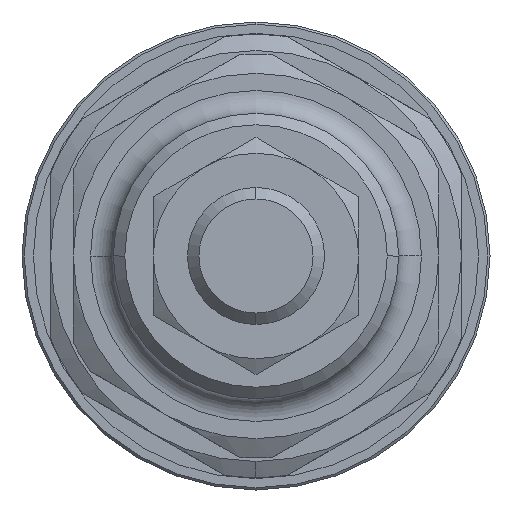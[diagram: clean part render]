
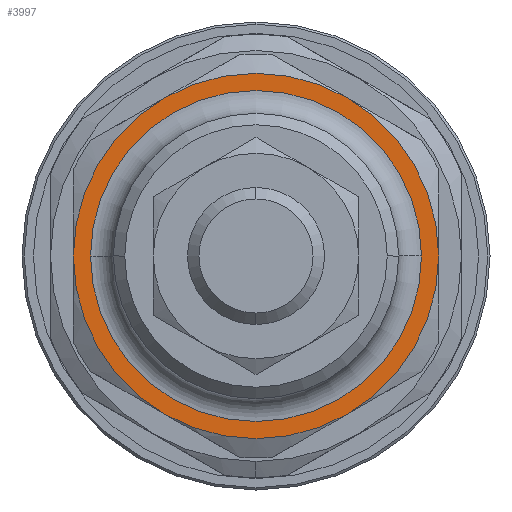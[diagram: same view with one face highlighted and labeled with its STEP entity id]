
A CAD part, left-side view. The second image highlights one B-rep face of the part: STEP entity #3997.
In plain terms, the highlighted planar face has unit normal (-1, 0, 0).
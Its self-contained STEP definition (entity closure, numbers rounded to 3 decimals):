
#185 = VERTEX_POINT ( 'NONE', #1069 ) ;
#194 = EDGE_CURVE ( 'NONE', #2018, #1776, #6328, .T. ) ;
#259 = VERTEX_POINT ( 'NONE', #3528 ) ;
#369 = CARTESIAN_POINT ( 'NONE',  ( -9.9, 0., 0. ) ) ;
#372 = CARTESIAN_POINT ( 'NONE',  ( -9.9, -8., 13.856 ) ) ;
#373 = EDGE_LOOP ( 'NONE', ( #5806, #5764, #1906, #2542, #2257, #4896 ) ) ;
#391 = DIRECTION ( 'NONE',  ( 0., -1., 0. ) ) ;
#513 = DIRECTION ( 'NONE',  ( 0., 1., 0. ) ) ;
#589 = AXIS2_PLACEMENT_3D ( 'NONE', #2491, #4766, #513 ) ;
#783 = CARTESIAN_POINT ( 'NONE',  ( -9.9, 0., 0. ) ) ;
#925 = AXIS2_PLACEMENT_3D ( 'NONE', #783, #1932, #6762 ) ;
#930 = AXIS2_PLACEMENT_3D ( 'NONE', #2161, #5851, #2664 ) ;
#995 = DIRECTION ( 'NONE',  ( -1., 0., 0. ) ) ;
#1069 = CARTESIAN_POINT ( 'NONE',  ( -9.9, 14.5, 0. ) ) ;
#1323 = DIRECTION ( 'NONE',  ( -1., 0., 0. ) ) ;
#1750 = EDGE_CURVE ( 'NONE', #2693, #5973, #3801, .T. ) ;
#1776 = VERTEX_POINT ( 'NONE', #372 ) ;
#1899 = DIRECTION ( 'NONE',  ( 1., 0., 0. ) ) ;
#1905 = AXIS2_PLACEMENT_3D ( 'NONE', #5610, #1899, #5326 ) ;
#1906 = ORIENTED_EDGE ( 'NONE', *, *, #5441, .T. ) ;
#1932 = DIRECTION ( 'NONE',  ( 1., 0., 0. ) ) ;
#1971 = CIRCLE ( 'NONE', #5059, 16. ) ;
#1989 = CIRCLE ( 'NONE', #3550, 16. ) ;
#2018 = VERTEX_POINT ( 'NONE', #4783 ) ;
#2161 = CARTESIAN_POINT ( 'NONE',  ( -9.9, 0., 0. ) ) ;
#2203 = DIRECTION ( 'NONE',  ( -1., 0., 0. ) ) ;
#2240 = DIRECTION ( 'NONE',  ( 0., -1., 0. ) ) ;
#2257 = ORIENTED_EDGE ( 'NONE', *, *, #2258, .T. ) ;
#2258 = EDGE_CURVE ( 'NONE', #5973, #5978, #1971, .T. ) ;
#2491 = CARTESIAN_POINT ( 'NONE',  ( -9.9, 0., 0. ) ) ;
#2542 = ORIENTED_EDGE ( 'NONE', *, *, #1750, .T. ) ;
#2664 = DIRECTION ( 'NONE',  ( 0., -1., 0. ) ) ;
#2693 = VERTEX_POINT ( 'NONE', #3745 ) ;
#2837 = VERTEX_POINT ( 'NONE', #4859 ) ;
#2916 = CARTESIAN_POINT ( 'NONE',  ( -9.9, 0., 0. ) ) ;
#2922 = DIRECTION ( 'NONE',  ( -1., 0., 0. ) ) ;
#2979 = PLANE ( 'NONE',  #1905 ) ;
#3322 = EDGE_LOOP ( 'NONE', ( #6214, #6494 ) ) ;
#3392 = CIRCLE ( 'NONE', #925, 14.5 ) ;
#3528 = CARTESIAN_POINT ( 'NONE',  ( -9.9, 8., 13.856 ) ) ;
#3550 = AXIS2_PLACEMENT_3D ( 'NONE', #5369, #2203, #5905 ) ;
#3745 = CARTESIAN_POINT ( 'NONE',  ( -9.9, 16., 0. ) ) ;
#3801 = CIRCLE ( 'NONE', #5726, 16. ) ;
#3834 = AXIS2_PLACEMENT_3D ( 'NONE', #4427, #1323, #4973 ) ;
#3921 = CARTESIAN_POINT ( 'NONE',  ( -9.9, 0., 0. ) ) ;
#3997 = ADVANCED_FACE ( 'NONE', ( #5437, #6675 ), #2979, .F. ) ;
#4181 = DIRECTION ( 'NONE',  ( 0., -1., 0. ) ) ;
#4228 = CIRCLE ( 'NONE', #930, 16. ) ;
#4427 = CARTESIAN_POINT ( 'NONE',  ( -9.9, 0., 0. ) ) ;
#4502 = CARTESIAN_POINT ( 'NONE',  ( -9.9, -8., -13.856 ) ) ;
#4596 = EDGE_CURVE ( 'NONE', #185, #2837, #3392, .T. ) ;
#4604 = CIRCLE ( 'NONE', #3834, 16. ) ;
#4766 = DIRECTION ( 'NONE',  ( 1., 0., 0. ) ) ;
#4783 = CARTESIAN_POINT ( 'NONE',  ( -9.9, -16., 0. ) ) ;
#4827 = EDGE_CURVE ( 'NONE', #2837, #185, #6409, .T. ) ;
#4859 = CARTESIAN_POINT ( 'NONE',  ( -9.9, -14.5, 0. ) ) ;
#4866 = DIRECTION ( 'NONE',  ( -1., 0., 0. ) ) ;
#4896 = ORIENTED_EDGE ( 'NONE', *, *, #6403, .T. ) ;
#4973 = DIRECTION ( 'NONE',  ( 0., -1., 0. ) ) ;
#5059 = AXIS2_PLACEMENT_3D ( 'NONE', #3921, #4866, #2240 ) ;
#5326 = DIRECTION ( 'NONE',  ( 0., 1., 0. ) ) ;
#5369 = CARTESIAN_POINT ( 'NONE',  ( -9.9, 0., 0. ) ) ;
#5437 = FACE_BOUND ( 'NONE', #3322, .T. ) ;
#5441 = EDGE_CURVE ( 'NONE', #259, #2693, #4228, .T. ) ;
#5575 = CARTESIAN_POINT ( 'NONE',  ( -9.9, 8., -13.856 ) ) ;
#5610 = CARTESIAN_POINT ( 'NONE',  ( -9.9, 0., 12.5 ) ) ;
#5726 = AXIS2_PLACEMENT_3D ( 'NONE', #369, #995, #391 ) ;
#5764 = ORIENTED_EDGE ( 'NONE', *, *, #6691, .T. ) ;
#5806 = ORIENTED_EDGE ( 'NONE', *, *, #194, .T. ) ;
#5851 = DIRECTION ( 'NONE',  ( -1., 0., 0. ) ) ;
#5905 = DIRECTION ( 'NONE',  ( 0., -1., 0. ) ) ;
#5973 = VERTEX_POINT ( 'NONE', #5575 ) ;
#5978 = VERTEX_POINT ( 'NONE', #4502 ) ;
#6214 = ORIENTED_EDGE ( 'NONE', *, *, #4596, .T. ) ;
#6328 = CIRCLE ( 'NONE', #6579, 16. ) ;
#6403 = EDGE_CURVE ( 'NONE', #5978, #2018, #4604, .T. ) ;
#6409 = CIRCLE ( 'NONE', #589, 14.5 ) ;
#6494 = ORIENTED_EDGE ( 'NONE', *, *, #4827, .T. ) ;
#6579 = AXIS2_PLACEMENT_3D ( 'NONE', #2916, #2922, #4181 ) ;
#6675 = FACE_OUTER_BOUND ( 'NONE', #373, .T. ) ;
#6691 = EDGE_CURVE ( 'NONE', #1776, #259, #1989, .T. ) ;
#6762 = DIRECTION ( 'NONE',  ( 0., 1., 0. ) ) ;
